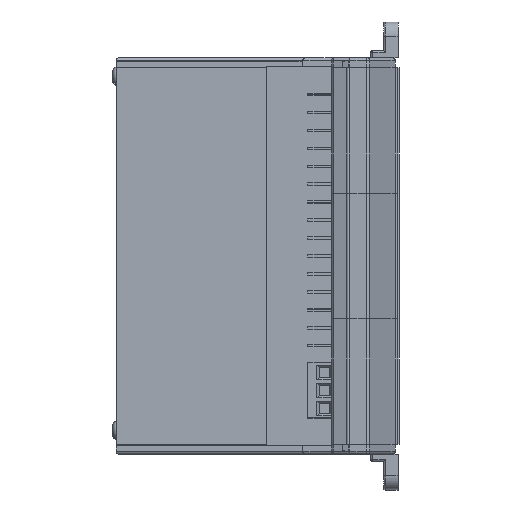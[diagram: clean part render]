
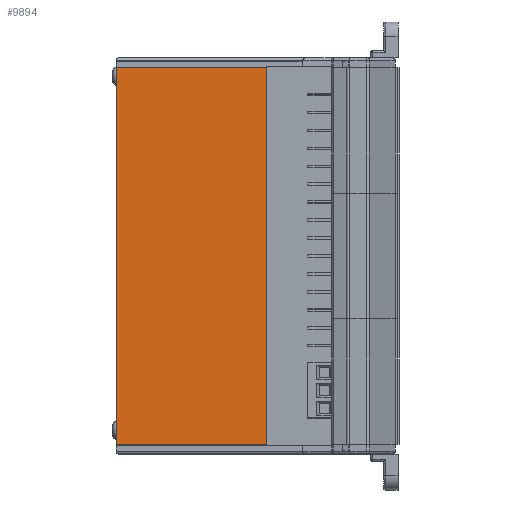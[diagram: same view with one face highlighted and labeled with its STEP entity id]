
A CAD part, left-side view. The second image highlights one B-rep face of the part: STEP entity #9894.
In plain terms, the highlighted planar face has unit normal (-1, 0, 0.002).
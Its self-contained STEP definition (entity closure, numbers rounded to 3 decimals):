
#1211 = CARTESIAN_POINT ( 'NONE',  ( -34.75, 31., -107. ) ) ;
#1678 = EDGE_LOOP ( 'NONE', ( #15626, #17268, #21438, #32843 ) ) ;
#3476 = DIRECTION ( 'NONE',  ( 0., 0., 1. ) ) ;
#3502 = AXIS2_PLACEMENT_3D ( 'NONE', #17054, #14012, #4766 ) ;
#4559 = VERTEX_POINT ( 'NONE', #8193 ) ;
#4766 = DIRECTION ( 'NONE',  ( 0., 0., 1. ) ) ;
#6687 = EDGE_CURVE ( 'NONE', #13004, #4559, #33861, .T. ) ;
#8193 = CARTESIAN_POINT ( 'NONE',  ( -34.75, 31., 0. ) ) ;
#8623 = VERTEX_POINT ( 'NONE', #21488 ) ;
#9682 = VECTOR ( 'NONE', #14042, 1000. ) ;
#9894 = ADVANCED_FACE ( 'NONE', ( #38835 ), #19598, .T. ) ;
#9910 = CARTESIAN_POINT ( 'NONE',  ( -34.75, -31., -107. ) ) ;
#12247 = LINE ( 'NONE', #36148, #32183 ) ;
#13004 = VERTEX_POINT ( 'NONE', #1211 ) ;
#14012 = DIRECTION ( 'NONE',  ( -1., 0., 0. ) ) ;
#14042 = DIRECTION ( 'NONE',  ( 0., -1., 0. ) ) ;
#15343 = VECTOR ( 'NONE', #3476, 1000. ) ;
#15626 = ORIENTED_EDGE ( 'NONE', *, *, #34577, .F. ) ;
#17054 = CARTESIAN_POINT ( 'NONE',  ( -34.75, 31., -107. ) ) ;
#17212 = CARTESIAN_POINT ( 'NONE',  ( -34.75, 31., -107. ) ) ;
#17268 = ORIENTED_EDGE ( 'NONE', *, *, #6687, .F. ) ;
#17741 = LINE ( 'NONE', #17212, #9682 ) ;
#18819 = EDGE_CURVE ( 'NONE', #13004, #8623, #17741, .T. ) ;
#18876 = EDGE_CURVE ( 'NONE', #8623, #25410, #19138, .T. ) ;
#19138 = LINE ( 'NONE', #9910, #15343 ) ;
#19598 = PLANE ( 'NONE',  #3502 ) ;
#21438 = ORIENTED_EDGE ( 'NONE', *, *, #18819, .T. ) ;
#21488 = CARTESIAN_POINT ( 'NONE',  ( -34.75, -31., -107. ) ) ;
#25410 = VERTEX_POINT ( 'NONE', #25815 ) ;
#25815 = CARTESIAN_POINT ( 'NONE',  ( -34.75, -31., 0. ) ) ;
#31028 = VECTOR ( 'NONE', #37732, 1000. ) ;
#32183 = VECTOR ( 'NONE', #38819, 1000. ) ;
#32843 = ORIENTED_EDGE ( 'NONE', *, *, #18876, .T. ) ;
#33861 = LINE ( 'NONE', #34694, #31028 ) ;
#34577 = EDGE_CURVE ( 'NONE', #4559, #25410, #12247, .T. ) ;
#34694 = CARTESIAN_POINT ( 'NONE',  ( -34.75, 31., -107. ) ) ;
#36148 = CARTESIAN_POINT ( 'NONE',  ( -34.75, 31., 0. ) ) ;
#37732 = DIRECTION ( 'NONE',  ( 0., 0., 1. ) ) ;
#38819 = DIRECTION ( 'NONE',  ( 0., -1., 0. ) ) ;
#38835 = FACE_OUTER_BOUND ( 'NONE', #1678, .T. ) ;
